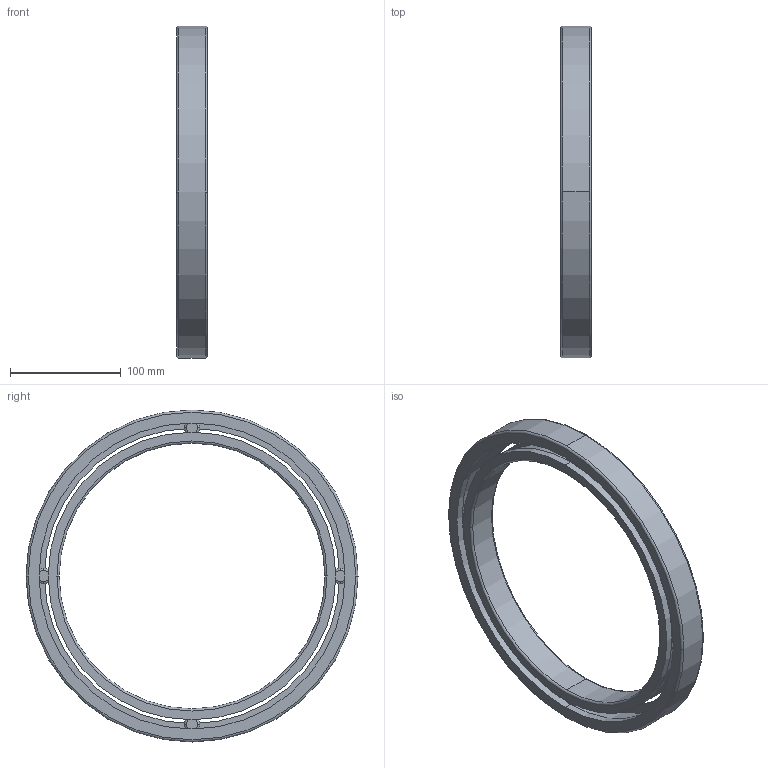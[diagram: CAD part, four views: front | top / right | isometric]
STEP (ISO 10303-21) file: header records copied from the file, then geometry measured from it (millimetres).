
FILE_DESCRIPTION(('STEP AP214'),'1');
FILE_NAME('sl181848-e.stp','2026-02-10T20:17:54',('TraceParts'),('TraceParts S.A.S.'),'Spatial InterOp 3D',' ',' ');
FILE_SCHEMA(('AUTOMOTIVE_DESIGN { 1 0 10303 214 1 1 1 1 }'));
Length unit declared in the file: millimetre
Products named in the file (1): 1
Bounding box: 28 x 300 x 300 mm (x, y, z)
Volume: 446495.9 mm3; surface area: 160919.4 mm2
Topology: 7 solids, 7 shells, 85 faces, 193 edges, 127 vertices
Faces by surface type: torus 36, cylinder 30, plane 19
Entity records: 3223 total; most frequent: DIRECTION 540, CARTESIAN_POINT 412, ORIENTED_EDGE 386, AXIS2_PLACEMENT_3D 255, EDGE_CURVE 193, CIRCLE 163, VERTEX_POINT 127, EDGE_LOOP 96
